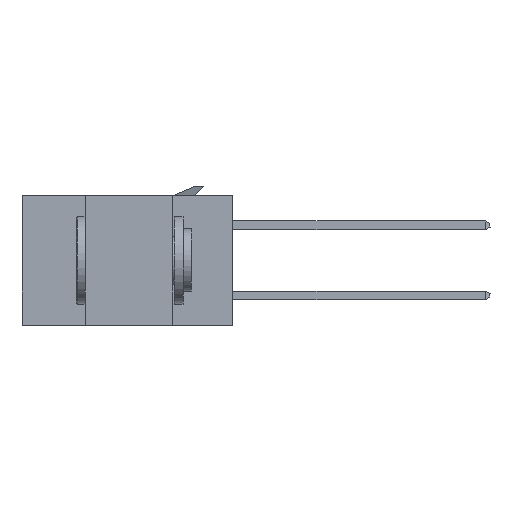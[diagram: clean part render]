
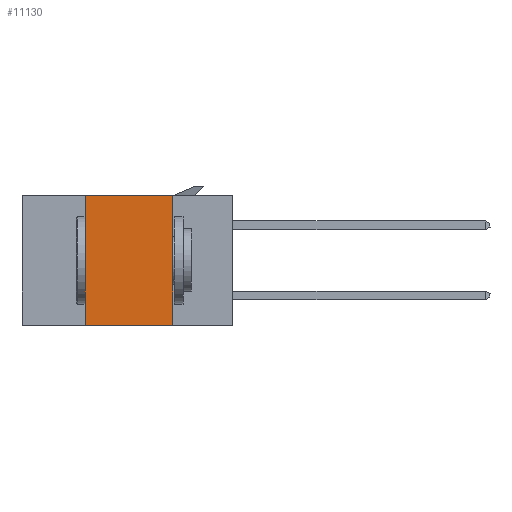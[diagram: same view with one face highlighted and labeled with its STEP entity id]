
A CAD part, left-side view. The second image highlights one B-rep face of the part: STEP entity #11130.
In plain terms, the highlighted planar face has unit normal (-1, 0, 0).
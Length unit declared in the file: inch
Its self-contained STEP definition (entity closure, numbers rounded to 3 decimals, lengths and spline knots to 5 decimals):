
#206 = VERTEX_POINT ( 'NONE', #30771 ) ;
#831 = CARTESIAN_POINT ( 'NONE',  ( 0., 0.17, 0. ) ) ;
#2810 = VERTEX_POINT ( 'NONE', #24419 ) ;
#6393 = DIRECTION ( 'NONE',  ( 0., -1., 0. ) ) ;
#8068 = CARTESIAN_POINT ( 'NONE',  ( 0., 0.42, 0. ) ) ;
#9960 = ORIENTED_EDGE ( 'NONE', *, *, #42437, .F. ) ;
#11130 = ADVANCED_FACE ( 'NONE', ( #30793 ), #32604, .F. ) ;
#12075 = DIRECTION ( 'NONE',  ( 1., 0., 0. ) ) ;
#12468 = VECTOR ( 'NONE', #47804, 39.37008 ) ;
#14889 = ORIENTED_EDGE ( 'NONE', *, *, #43820, .F. ) ;
#14901 = LINE ( 'NONE', #42318, #25565 ) ;
#20090 = LINE ( 'NONE', #831, #33263 ) ;
#20349 = DIRECTION ( 'NONE',  ( 0., 0., -1. ) ) ;
#23182 = LINE ( 'NONE', #32398, #12468 ) ;
#24419 = CARTESIAN_POINT ( 'NONE',  ( 0., 0.17, -0.37 ) ) ;
#25565 = VECTOR ( 'NONE', #6393, 39.37008 ) ;
#28272 = ORIENTED_EDGE ( 'NONE', *, *, #38282, .T. ) ;
#30771 = CARTESIAN_POINT ( 'NONE',  ( 0., 0.17, 0. ) ) ;
#30793 = FACE_OUTER_BOUND ( 'NONE', #49761, .T. ) ;
#32398 = CARTESIAN_POINT ( 'NONE',  ( 0., 0.6, 0. ) ) ;
#32604 = PLANE ( 'NONE',  #41936 ) ;
#33138 = ORIENTED_EDGE ( 'NONE', *, *, #51395, .F. ) ;
#33263 = VECTOR ( 'NONE', #20349, 39.37008 ) ;
#34088 = CARTESIAN_POINT ( 'NONE',  ( 0., 0.42, 0. ) ) ;
#35509 = VECTOR ( 'NONE', #36096, 39.37008 ) ;
#36096 = DIRECTION ( 'NONE',  ( 0., 0., 1. ) ) ;
#36407 = DIRECTION ( 'NONE',  ( 0., 0., -1. ) ) ;
#38282 = EDGE_CURVE ( 'NONE', #43950, #2810, #14901, .T. ) ;
#40294 = CARTESIAN_POINT ( 'NONE',  ( 0., 0.6, 0. ) ) ;
#40817 = VERTEX_POINT ( 'NONE', #34088 ) ;
#41936 = AXIS2_PLACEMENT_3D ( 'NONE', #40294, #12075, #36407 ) ;
#42318 = CARTESIAN_POINT ( 'NONE',  ( 0., 0.6, -0.37 ) ) ;
#42437 = EDGE_CURVE ( 'NONE', #40817, #206, #23182, .T. ) ;
#43820 = EDGE_CURVE ( 'NONE', #43950, #40817, #46168, .T. ) ;
#43950 = VERTEX_POINT ( 'NONE', #49089 ) ;
#46168 = LINE ( 'NONE', #8068, #35509 ) ;
#47804 = DIRECTION ( 'NONE',  ( 0., -1., 0. ) ) ;
#49089 = CARTESIAN_POINT ( 'NONE',  ( 0., 0.42, -0.37 ) ) ;
#49761 = EDGE_LOOP ( 'NONE', ( #33138, #9960, #14889, #28272 ) ) ;
#51395 = EDGE_CURVE ( 'NONE', #206, #2810, #20090, .T. ) ;
